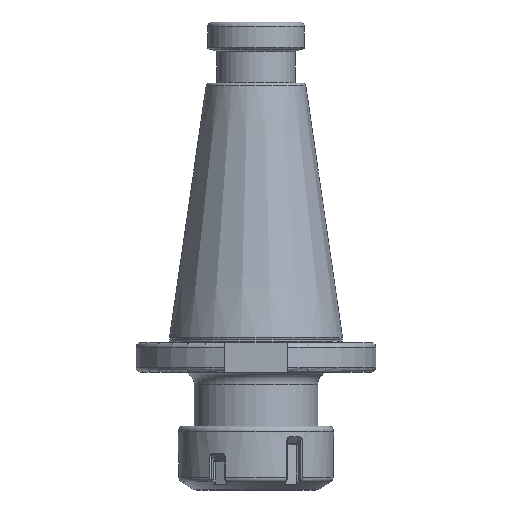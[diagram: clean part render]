
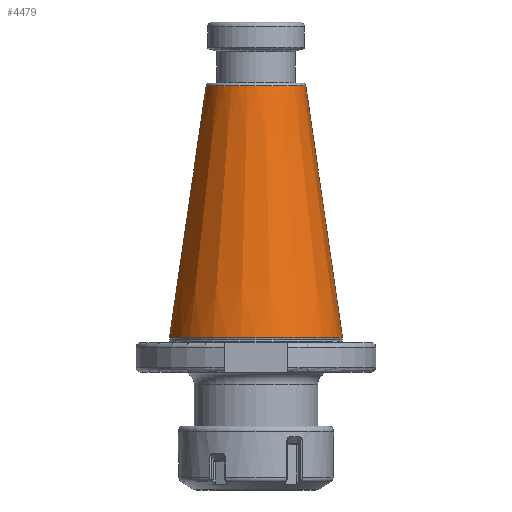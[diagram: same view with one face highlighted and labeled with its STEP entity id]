
A CAD part, left-side view. The second image highlights one B-rep face of the part: STEP entity #4479.
In plain terms, the highlighted conical face has half-angle 8.297 degrees and reference radius 27.65 mm.
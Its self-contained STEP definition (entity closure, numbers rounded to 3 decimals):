
#338=CARTESIAN_POINT('',(0,0,116.173));
#339=DIRECTION('',(0,0,1));
#340=DIRECTION('',(0,1,0));
#341=AXIS2_PLACEMENT_3D('',#338,#339,#340);
#343=DIRECTION('',(0,-0.144,0.99));
#344=VECTOR('',#343,103.254);
#345=CARTESIAN_POINT('',(0,35.1,14));
#346=LINE('',#345,#344);
#347=DIRECTION('',(0,0.144,0.99));
#348=VECTOR('',#347,103.254);
#349=CARTESIAN_POINT('',(0,-35.1,14));
#350=LINE('',#349,#348);
#351=CARTESIAN_POINT('',(0,0,14));
#352=DIRECTION('',(0,0,1));
#353=DIRECTION('',(0,1,0));
#354=AXIS2_PLACEMENT_3D('',#351,#352,#353);
#3432=CARTESIAN_POINT('',(0,35.1,14));
#3433=VERTEX_POINT('',#3432);
#3434=CARTESIAN_POINT('',(0,20.2,116.173));
#3435=VERTEX_POINT('',#3434);
#3472=CARTESIAN_POINT('',(0,-35.1,14));
#3473=VERTEX_POINT('',#3472);
#3474=CARTESIAN_POINT('',(0,-20.2,116.173));
#3475=VERTEX_POINT('',#3474);
#4465=CARTESIAN_POINT('',(0,0,65.087));
#4466=DIRECTION('',(0,0,-1));
#4467=DIRECTION('',(0,-1,0));
#4468=AXIS2_PLACEMENT_3D('',#4465,#4466,#4467);
#4469=CONICAL_SURFACE('',#4468,27.65,8.297);
#4471=ORIENTED_EDGE('',*,*,#4470,.T.);
#4472=ORIENTED_EDGE('',*,*,#4460,.T.);
#4474=ORIENTED_EDGE('',*,*,#4473,.F.);
#4476=ORIENTED_EDGE('',*,*,#4475,.F.);
#4477=EDGE_LOOP('',(#4471,#4472,#4474,#4476));
#4478=FACE_OUTER_BOUND('',#4477,.F.);
#4479=ADVANCED_FACE('',(#4478),#4469,.T.);
#342=CIRCLE('',#341,20.2);
#355=CIRCLE('',#354,35.1);
#4460=EDGE_CURVE('',#3435,#3475,#342,.T.);
#4470=EDGE_CURVE('',#3433,#3435,#346,.T.);
#4473=EDGE_CURVE('',#3473,#3475,#350,.T.);
#4475=EDGE_CURVE('',#3433,#3473,#355,.T.);
